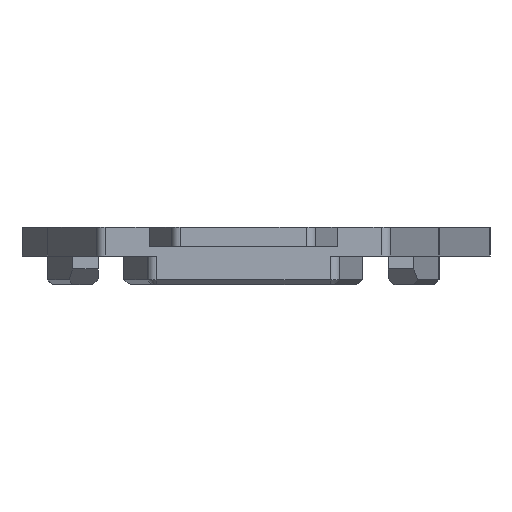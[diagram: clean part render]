
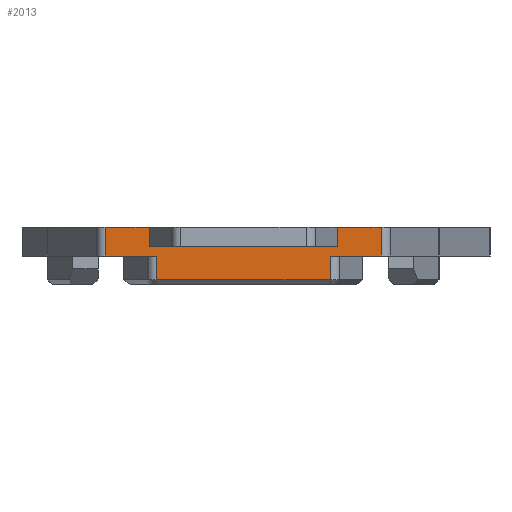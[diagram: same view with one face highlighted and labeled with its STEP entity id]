
A CAD part, left-side view. The second image highlights one B-rep face of the part: STEP entity #2013.
In plain terms, the highlighted planar face has unit normal (-1, 0, 0).
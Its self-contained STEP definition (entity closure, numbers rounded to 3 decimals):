
#1109=CARTESIAN_POINT('',(19.507,42.703,58.9));
#1110=VERTEX_POINT('',#1109);
#1118=CARTESIAN_POINT('',(19.507,48.026,58.9));
#1119=VERTEX_POINT('',#1118);
#1120=CARTESIAN_POINT('',(19.507,48.026,58.9));
#1121=DIRECTION('',(0.,-1.,0.));
#1122=VECTOR('',#1121,5.323);
#1123=LINE('',#1120,#1122);
#1124=EDGE_CURVE('',#1119,#1110,#1123,.T.);
#1197=CARTESIAN_POINT('',(19.507,66.216,58.9));
#1198=VERTEX_POINT('',#1197);
#1206=CARTESIAN_POINT('',(19.507,71.539,58.9));
#1207=VERTEX_POINT('',#1206);
#1208=CARTESIAN_POINT('',(19.507,71.539,58.9));
#1209=DIRECTION('',(0.,-1.,0.));
#1210=VECTOR('',#1209,5.323);
#1211=LINE('',#1208,#1210);
#1212=EDGE_CURVE('',#1207,#1198,#1211,.T.);
#1399=CARTESIAN_POINT('',(19.507,47.293,59.9));
#1400=VERTEX_POINT('',#1399);
#1435=CARTESIAN_POINT('',(19.507,66.948,59.9));
#1436=VERTEX_POINT('',#1435);
#1443=CARTESIAN_POINT('',(19.507,66.948,59.9));
#1444=DIRECTION('',(0.,-1.,0.));
#1445=VECTOR('',#1444,19.655);
#1446=LINE('',#1443,#1445);
#1447=EDGE_CURVE('',#1436,#1400,#1446,.T.);
#1863=CARTESIAN_POINT('',(19.507,47.293,61.9));
#1864=VERTEX_POINT('',#1863);
#1880=CARTESIAN_POINT('',(19.507,47.293,59.9));
#1881=DIRECTION('',(0.,0.,1.));
#1882=VECTOR('',#1881,2.);
#1883=LINE('',#1880,#1882);
#1884=EDGE_CURVE('',#1400,#1864,#1883,.T.);
#1934=CARTESIAN_POINT('',(19.507,66.948,61.9));
#1935=VERTEX_POINT('',#1934);
#1942=CARTESIAN_POINT('',(19.507,66.948,59.9));
#1943=DIRECTION('',(0.,0.,1.));
#1944=VECTOR('',#1943,2.);
#1945=LINE('',#1942,#1944);
#1946=EDGE_CURVE('',#1436,#1935,#1945,.T.);
#1951=CARTESIAN_POINT('',(19.507,69.61,59.9));
#1952=DIRECTION('',(-1.,-0.,0.));
#1953=DIRECTION('',(0.,-1.,0.));
#1954=AXIS2_PLACEMENT_3D('',#1951,#1952,#1953);
#1955=PLANE('',#1954);
#1956=CARTESIAN_POINT('',(19.507,66.216,56.4));
#1957=VERTEX_POINT('',#1956);
#1958=CARTESIAN_POINT('',(19.507,66.216,58.9));
#1959=DIRECTION('',(-0.,-0.,-1.));
#1960=VECTOR('',#1959,2.5);
#1961=LINE('',#1958,#1960);
#1962=EDGE_CURVE('',#1198,#1957,#1961,.T.);
#1963=ORIENTED_EDGE('',*,*,#1962,.T.);
#1964=CARTESIAN_POINT('',(19.507,48.026,56.4));
#1965=VERTEX_POINT('',#1964);
#1966=CARTESIAN_POINT('',(19.507,66.216,56.4));
#1967=DIRECTION('',(0.,-1.,0.));
#1968=VECTOR('',#1967,18.19);
#1969=LINE('',#1966,#1968);
#1970=EDGE_CURVE('',#1957,#1965,#1969,.T.);
#1971=ORIENTED_EDGE('',*,*,#1970,.T.);
#1972=CARTESIAN_POINT('',(19.507,48.026,56.4));
#1973=DIRECTION('',(0.,0.,1.));
#1974=VECTOR('',#1973,2.5);
#1975=LINE('',#1972,#1974);
#1976=EDGE_CURVE('',#1965,#1119,#1975,.T.);
#1977=ORIENTED_EDGE('',*,*,#1976,.T.);
#1978=ORIENTED_EDGE('',*,*,#1124,.T.);
#1979=CARTESIAN_POINT('',(19.507,42.703,61.9));
#1980=VERTEX_POINT('',#1979);
#1981=CARTESIAN_POINT('',(19.507,42.703,58.9));
#1982=DIRECTION('',(0.,0.,1.));
#1983=VECTOR('',#1982,3.);
#1984=LINE('',#1981,#1983);
#1985=EDGE_CURVE('',#1110,#1980,#1984,.T.);
#1986=ORIENTED_EDGE('',*,*,#1985,.T.);
#1987=CARTESIAN_POINT('',(19.507,47.293,61.9));
#1988=DIRECTION('',(0.,-1.,0.));
#1989=VECTOR('',#1988,4.59);
#1990=LINE('',#1987,#1989);
#1991=EDGE_CURVE('',#1864,#1980,#1990,.T.);
#1992=ORIENTED_EDGE('',*,*,#1991,.F.);
#1993=ORIENTED_EDGE('',*,*,#1884,.F.);
#1994=ORIENTED_EDGE('',*,*,#1447,.F.);
#1995=ORIENTED_EDGE('',*,*,#1946,.T.);
#1996=CARTESIAN_POINT('',(19.507,71.539,61.9));
#1997=VERTEX_POINT('',#1996);
#1998=CARTESIAN_POINT('',(19.507,71.539,61.9));
#1999=DIRECTION('',(0.,-1.,0.));
#2000=VECTOR('',#1999,4.59);
#2001=LINE('',#1998,#2000);
#2002=EDGE_CURVE('',#1997,#1935,#2001,.T.);
#2003=ORIENTED_EDGE('',*,*,#2002,.F.);
#2004=CARTESIAN_POINT('',(19.507,71.539,61.9));
#2005=DIRECTION('',(-0.,-0.,-1.));
#2006=VECTOR('',#2005,3.);
#2007=LINE('',#2004,#2006);
#2008=EDGE_CURVE('',#1997,#1207,#2007,.T.);
#2009=ORIENTED_EDGE('',*,*,#2008,.T.);
#2010=ORIENTED_EDGE('',*,*,#1212,.T.);
#2011=EDGE_LOOP('',(#1963,#1971,#1977,#1978,#1986,#1992,#1993,#1994,#1995,#2003,#2009,#2010));
#2012=FACE_BOUND('',#2011,.T.);
#2013=ADVANCED_FACE('',(#2012),#1955,.T.);
